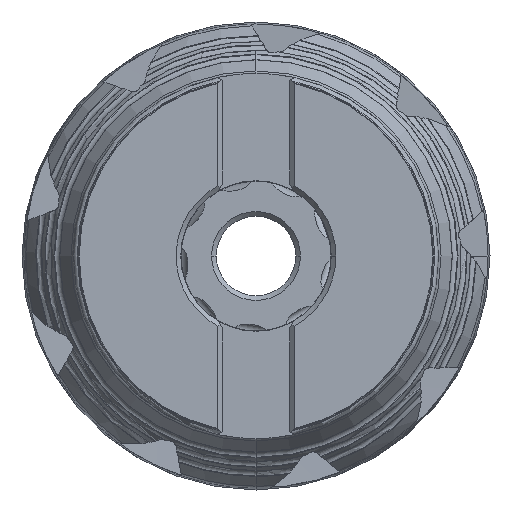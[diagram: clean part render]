
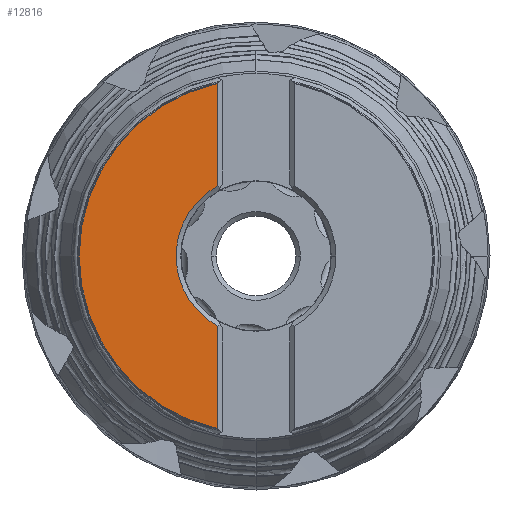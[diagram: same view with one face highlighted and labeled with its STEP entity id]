
A CAD part, left-side view. The second image highlights one B-rep face of the part: STEP entity #12816.
In plain terms, the highlighted planar face has unit normal (-1, 0, 0).
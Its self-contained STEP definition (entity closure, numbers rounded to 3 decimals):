
#4533 = CARTESIAN_POINT ( 'NONE',  ( -48.25, 8.2, 43.175 ) ) ;
#4539 = CARTESIAN_POINT ( 'NONE',  ( -48.25, 0., 0. ) ) ;
#4544 = DIRECTION ( 'NONE',  ( 1., 0., 0. ) ) ;
#4545 = DIRECTION ( 'NONE',  ( 0., 0., -1. ) ) ;
#4547 = DIRECTION ( 'NONE',  ( 0., 0., -1. ) ) ;
#4548 = CARTESIAN_POINT ( 'NONE',  ( -48.25, 0., 0. ) ) ;
#4555 = DIRECTION ( 'NONE',  ( 1., 0., 0. ) ) ;
#4556 = DIRECTION ( 'NONE',  ( 0., 1., 0. ) ) ;
#4559 = CARTESIAN_POINT ( 'NONE',  ( -48.25, 8.2, 43.175 ) ) ;
#4560 = DIRECTION ( 'NONE',  ( 0., 0., -1. ) ) ;
#5946 = FACE_OUTER_BOUND ( 'NONE', #14034, .T. ) ;
#6853 = CARTESIAN_POINT ( 'NONE',  ( -48.25, 37.788, 0. ) ) ;
#6867 = PLANE ( 'NONE',  #22689 ) ;
#6869 = DIRECTION ( 'NONE',  ( -1., 0., 0. ) ) ;
#6870 = DIRECTION ( 'NONE',  ( 0., 0., 1. ) ) ;
#7603 = CARTESIAN_POINT ( 'NONE',  ( -48.25, 8.2, 14.977 ) ) ;
#7614 = CARTESIAN_POINT ( 'NONE',  ( -48.25, 8.2, -14.977 ) ) ;
#7622 = CARTESIAN_POINT ( 'NONE',  ( -48.25, 8.2, 36.887 ) ) ;
#7631 = CARTESIAN_POINT ( 'NONE',  ( -48.25, 8.2, -36.887 ) ) ;
#10428 = EDGE_CURVE ( 'NONE', #14639, #14630, #21451, .T. ) ;
#10429 = EDGE_CURVE ( 'NONE', #14622, #14639, #21450, .T. ) ;
#10431 = EDGE_CURVE ( 'NONE', #14622, #14611, #21454, .T. ) ;
#10433 = EDGE_CURVE ( 'NONE', #14630, #14611, #21455, .T. ) ;
#12816 = ADVANCED_FACE ( 'NONE', ( #5946 ), #6867, .T. ) ;
#13198 = ORIENTED_EDGE ( 'NONE', *, *, #10433, .F. ) ;
#13199 = ORIENTED_EDGE ( 'NONE', *, *, #10428, .F. ) ;
#13200 = ORIENTED_EDGE ( 'NONE', *, *, #10429, .F. ) ;
#13201 = ORIENTED_EDGE ( 'NONE', *, *, #10431, .T. ) ;
#14034 = EDGE_LOOP ( 'NONE', ( #13198, #13199, #13200, #13201 ) ) ;
#14611 = VERTEX_POINT ( 'NONE', #7603 ) ;
#14622 = VERTEX_POINT ( 'NONE', #7614 ) ;
#14630 = VERTEX_POINT ( 'NONE', #7622 ) ;
#14639 = VERTEX_POINT ( 'NONE', #7631 ) ;
#21446 = VECTOR ( 'NONE', #4547, 1000. ) ;
#21450 = LINE ( 'NONE', #4533, #21446 ) ;
#21451 = CIRCLE ( 'NONE', #22425, 37.788 ) ;
#21454 = CIRCLE ( 'NONE', #22426, 17.075 ) ;
#21455 = LINE ( 'NONE', #4559, #21456 ) ;
#21456 = VECTOR ( 'NONE', #4560, 1000. ) ;
#22425 = AXIS2_PLACEMENT_3D ( 'NONE', #4539, #4544, #4545 ) ;
#22426 = AXIS2_PLACEMENT_3D ( 'NONE', #4548, #4555, #4556 ) ;
#22689 = AXIS2_PLACEMENT_3D ( 'NONE', #6853, #6869, #6870 ) ;
